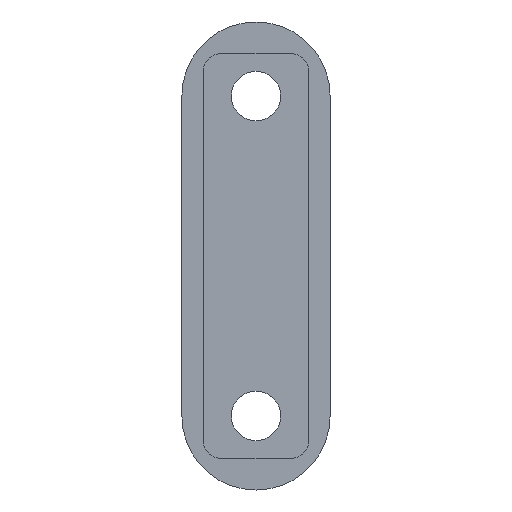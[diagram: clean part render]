
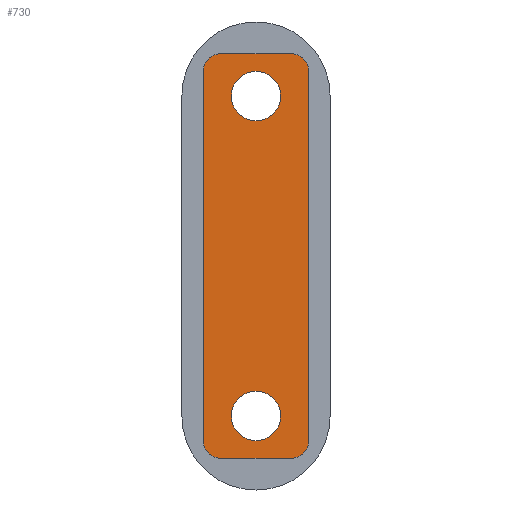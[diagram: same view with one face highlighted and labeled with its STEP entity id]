
A CAD part, front view. The second image highlights one B-rep face of the part: STEP entity #730.
In plain terms, the highlighted planar face has unit normal (0, -1, 0).
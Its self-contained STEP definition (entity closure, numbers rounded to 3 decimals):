
#3 = EDGE_CURVE ( 'NONE', #1038, #441, #13, .T. ) ;
#4 = CARTESIAN_POINT ( 'NONE',  ( -7.5, 2., -51.25 ) ) ;
#10 = VECTOR ( 'NONE', #195, 1000. ) ;
#13 = CIRCLE ( 'NONE', #477, 2.5 ) ;
#17 = DIRECTION ( 'NONE',  ( 0., 0., -1. ) ) ;
#20 = EDGE_CURVE ( 'NONE', #422, #840, #669, .T. ) ;
#58 = VERTEX_POINT ( 'NONE', #349 ) ;
#70 = EDGE_CURVE ( 'NONE', #151, #641, #628, .T. ) ;
#74 = DIRECTION ( 'NONE',  ( 0., 0., -1. ) ) ;
#76 = DIRECTION ( 'NONE',  ( 0., 0., -1. ) ) ;
#79 = CARTESIAN_POINT ( 'NONE',  ( -7.5, 2., 3.5 ) ) ;
#89 = EDGE_CURVE ( 'NONE', #840, #422, #503, .T. ) ;
#90 = CARTESIAN_POINT ( 'NONE',  ( 5., 2., -48.75 ) ) ;
#91 = AXIS2_PLACEMENT_3D ( 'NONE', #251, #801, #1140 ) ;
#92 = CARTESIAN_POINT ( 'NONE',  ( 0., 2., -41.75 ) ) ;
#123 = ORIENTED_EDGE ( 'NONE', *, *, #70, .T. ) ;
#128 = VERTEX_POINT ( 'NONE', #79 ) ;
#134 = PLANE ( 'NONE',  #1004 ) ;
#139 = VERTEX_POINT ( 'NONE', #447 ) ;
#141 = CIRCLE ( 'NONE', #761, 2.5 ) ;
#151 = VERTEX_POINT ( 'NONE', #187 ) ;
#153 = EDGE_CURVE ( 'NONE', #382, #128, #407, .T. ) ;
#163 = ORIENTED_EDGE ( 'NONE', *, *, #695, .T. ) ;
#187 = CARTESIAN_POINT ( 'NONE',  ( 7.5, 2., -48.75 ) ) ;
#192 = EDGE_CURVE ( 'NONE', #58, #151, #772, .T. ) ;
#195 = DIRECTION ( 'NONE',  ( 0., 0., -1. ) ) ;
#198 = CARTESIAN_POINT ( 'NONE',  ( -5., 2., -51.25 ) ) ;
#224 = VERTEX_POINT ( 'NONE', #904 ) ;
#249 = VECTOR ( 'NONE', #714, 1000. ) ;
#251 = CARTESIAN_POINT ( 'NONE',  ( -5., 2., 3.5 ) ) ;
#259 = AXIS2_PLACEMENT_3D ( 'NONE', #90, #1066, #76 ) ;
#262 = ORIENTED_EDGE ( 'NONE', *, *, #768, .T. ) ;
#274 = DIRECTION ( 'NONE',  ( 0., 0., -1. ) ) ;
#281 = CARTESIAN_POINT ( 'NONE',  ( -7.5, 2., 6. ) ) ;
#283 = ORIENTED_EDGE ( 'NONE', *, *, #192, .T. ) ;
#297 = VECTOR ( 'NONE', #886, 1000. ) ;
#301 = ORIENTED_EDGE ( 'NONE', *, *, #689, .T. ) ;
#318 = CARTESIAN_POINT ( 'NONE',  ( -5., 2., 6. ) ) ;
#325 = DIRECTION ( 'NONE',  ( 0., 0., -1. ) ) ;
#349 = CARTESIAN_POINT ( 'NONE',  ( 5., 2., -51.25 ) ) ;
#359 = CARTESIAN_POINT ( 'NONE',  ( 0., 2., -45.25 ) ) ;
#382 = VERTEX_POINT ( 'NONE', #318 ) ;
#407 = CIRCLE ( 'NONE', #91, 2.5 ) ;
#416 = CARTESIAN_POINT ( 'NONE',  ( 0., 2., -45.25 ) ) ;
#422 = VERTEX_POINT ( 'NONE', #627 ) ;
#427 = CARTESIAN_POINT ( 'NONE',  ( 7.5, 2., 6. ) ) ;
#431 = DIRECTION ( 'NONE',  ( 0., -1., 0. ) ) ;
#441 = VERTEX_POINT ( 'NONE', #198 ) ;
#442 = CIRCLE ( 'NONE', #591, 3.5 ) ;
#447 = CARTESIAN_POINT ( 'NONE',  ( 0., 2., 3.5 ) ) ;
#459 = CARTESIAN_POINT ( 'NONE',  ( 5., 2., 3.5 ) ) ;
#477 = AXIS2_PLACEMENT_3D ( 'NONE', #777, #1122, #325 ) ;
#503 = CIRCLE ( 'NONE', #1096, 3.5 ) ;
#506 = ORIENTED_EDGE ( 'NONE', *, *, #153, .T. ) ;
#507 = EDGE_LOOP ( 'NONE', ( #619, #532 ) ) ;
#513 = DIRECTION ( 'NONE',  ( 0., 0., -1. ) ) ;
#523 = CARTESIAN_POINT ( 'NONE',  ( -7.5, 2., 6. ) ) ;
#532 = ORIENTED_EDGE ( 'NONE', *, *, #89, .F. ) ;
#591 = AXIS2_PLACEMENT_3D ( 'NONE', #956, #431, #74 ) ;
#595 = ORIENTED_EDGE ( 'NONE', *, *, #3, .T. ) ;
#619 = ORIENTED_EDGE ( 'NONE', *, *, #20, .F. ) ;
#627 = CARTESIAN_POINT ( 'NONE',  ( 0., 2., -48.75 ) ) ;
#628 = LINE ( 'NONE', #427, #297 ) ;
#630 = AXIS2_PLACEMENT_3D ( 'NONE', #416, #783, #1127 ) ;
#636 = CARTESIAN_POINT ( 'NONE',  ( 5., 2., 6. ) ) ;
#641 = VERTEX_POINT ( 'NONE', #875 ) ;
#669 = CIRCLE ( 'NONE', #630, 3.5 ) ;
#680 = ORIENTED_EDGE ( 'NONE', *, *, #883, .T. ) ;
#689 = EDGE_CURVE ( 'NONE', #128, #1038, #820, .T. ) ;
#693 = VERTEX_POINT ( 'NONE', #636 ) ;
#694 = LINE ( 'NONE', #523, #249 ) ;
#695 = EDGE_CURVE ( 'NONE', #641, #693, #141, .T. ) ;
#701 = DIRECTION ( 'NONE',  ( 0., -1., 0. ) ) ;
#714 = DIRECTION ( 'NONE',  ( -1., 0., 0. ) ) ;
#723 = EDGE_LOOP ( 'NONE', ( #1012, #1027 ) ) ;
#730 = ADVANCED_FACE ( 'NONE', ( #926, #774, #841 ), #134, .T. ) ;
#748 = EDGE_CURVE ( 'NONE', #224, #139, #442, .T. ) ;
#761 = AXIS2_PLACEMENT_3D ( 'NONE', #459, #825, #17 ) ;
#768 = EDGE_CURVE ( 'NONE', #693, #382, #694, .T. ) ;
#772 = CIRCLE ( 'NONE', #259, 2.5 ) ;
#774 = FACE_BOUND ( 'NONE', #723, .T. ) ;
#777 = CARTESIAN_POINT ( 'NONE',  ( -5., 2., -48.75 ) ) ;
#783 = DIRECTION ( 'NONE',  ( 0., -1., 0. ) ) ;
#796 = DIRECTION ( 'NONE',  ( 0., -1., 0. ) ) ;
#801 = DIRECTION ( 'NONE',  ( 0., -1., 0. ) ) ;
#807 = AXIS2_PLACEMENT_3D ( 'NONE', #1134, #701, #513 ) ;
#810 = LINE ( 'NONE', #4, #893 ) ;
#820 = LINE ( 'NONE', #281, #10 ) ;
#825 = DIRECTION ( 'NONE',  ( 0., -1., 0. ) ) ;
#840 = VERTEX_POINT ( 'NONE', #92 ) ;
#841 = FACE_OUTER_BOUND ( 'NONE', #1135, .T. ) ;
#875 = CARTESIAN_POINT ( 'NONE',  ( 7.5, 2., 3.5 ) ) ;
#883 = EDGE_CURVE ( 'NONE', #441, #58, #810, .T. ) ;
#886 = DIRECTION ( 'NONE',  ( 0., 0., 1. ) ) ;
#893 = VECTOR ( 'NONE', #987, 1000. ) ;
#904 = CARTESIAN_POINT ( 'NONE',  ( 0., 2., -3.5 ) ) ;
#926 = FACE_BOUND ( 'NONE', #507, .T. ) ;
#930 = CARTESIAN_POINT ( 'NONE',  ( -7.5, 2., -48.75 ) ) ;
#956 = CARTESIAN_POINT ( 'NONE',  ( 0., 2., 0. ) ) ;
#971 = CARTESIAN_POINT ( 'NONE',  ( 0., 2., 0. ) ) ;
#983 = DIRECTION ( 'NONE',  ( 0., 0., -1. ) ) ;
#987 = DIRECTION ( 'NONE',  ( 1., 0., 0. ) ) ;
#1003 = CIRCLE ( 'NONE', #807, 3.5 ) ;
#1004 = AXIS2_PLACEMENT_3D ( 'NONE', #971, #1052, #983 ) ;
#1012 = ORIENTED_EDGE ( 'NONE', *, *, #748, .F. ) ;
#1027 = ORIENTED_EDGE ( 'NONE', *, *, #1121, .F. ) ;
#1038 = VERTEX_POINT ( 'NONE', #930 ) ;
#1052 = DIRECTION ( 'NONE',  ( 0., -1., 0. ) ) ;
#1066 = DIRECTION ( 'NONE',  ( 0., -1., 0. ) ) ;
#1096 = AXIS2_PLACEMENT_3D ( 'NONE', #359, #796, #274 ) ;
#1121 = EDGE_CURVE ( 'NONE', #139, #224, #1003, .T. ) ;
#1122 = DIRECTION ( 'NONE',  ( 0., -1., 0. ) ) ;
#1127 = DIRECTION ( 'NONE',  ( 0., 0., -1. ) ) ;
#1134 = CARTESIAN_POINT ( 'NONE',  ( 0., 2., 0. ) ) ;
#1135 = EDGE_LOOP ( 'NONE', ( #123, #163, #262, #506, #301, #595, #680, #283 ) ) ;
#1140 = DIRECTION ( 'NONE',  ( 0., 0., -1. ) ) ;
